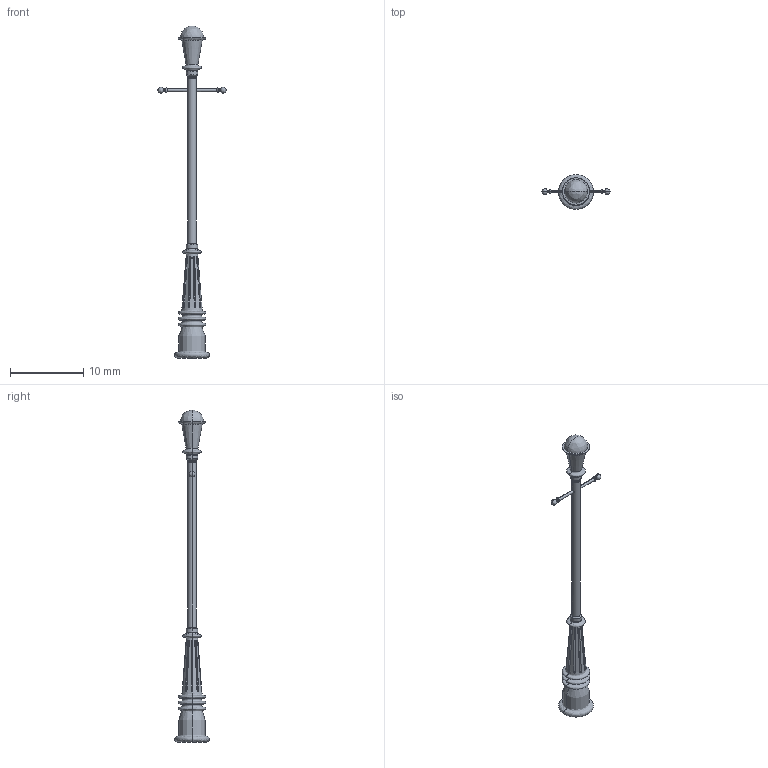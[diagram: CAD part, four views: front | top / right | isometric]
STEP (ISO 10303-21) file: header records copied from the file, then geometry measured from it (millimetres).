
FILE_DESCRIPTION(/* description */ (''),/* implementation_level */ '2;1');
FILE_NAME(/* name */ 'scale decorative lamp post v2',/* time_stamp */ '2025-04-16T17:17:01-04:00',/* author */ (''),/* organization */ (''),/* preprocessor_version */ 'ST-DEVELOPER v19.2',/* originating_system */ 'Rhino 8.18',/* authorisation */ '');
FILE_SCHEMA (('CONFIG_CONTROL_DESIGN'));
Length unit declared in the file: inch
Products named in the file (1): Document
Bounding box: 9.3 x 4.76 x 45.28 mm (x, y, z)
Volume: 119.7 mm3; surface area: 367.5 mm2
Topology: 3 solids, 3 shells, 119 faces, 287 edges, 147 vertices
Faces by surface type: bspline 70, cylinder 35, plane 14
Entity records: 7815 total; most frequent: CARTESIAN_POINT 5604, ORIENTED_EDGE 502, DIRECTION 305, EDGE_CURVE 251, AXIS2_PLACEMENT_3D 177, VERTEX_POINT 147, EDGE_LOOP 128, TRIMMED_CURVE 126
